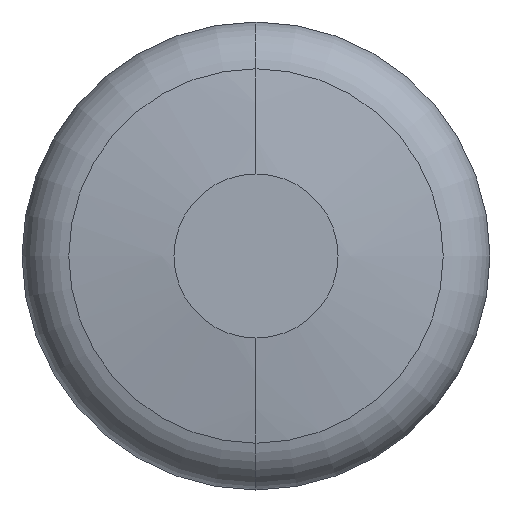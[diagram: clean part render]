
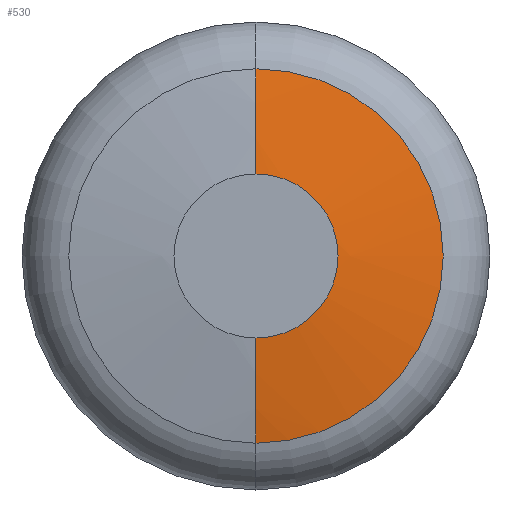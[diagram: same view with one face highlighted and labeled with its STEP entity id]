
A CAD part, left-side view. The second image highlights one B-rep face of the part: STEP entity #530.
In plain terms, the highlighted spherical face has radius 203.2 mm.
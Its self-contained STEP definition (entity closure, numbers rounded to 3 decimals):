
#415=CARTESIAN_POINT('POINT27',(-641.838,
   0.,-17.812));
#416=VERTEX_POINT('VERTEX27',#415);
#423=CARTESIAN_POINT('POINT28',(-641.838,
   0.,17.812));
#424=VERTEX_POINT('VERTEX28',#423);
#425=CARTESIAN_POINT('POS42',(-641.838,0.,0.))
   ;
#426=DIRECTION('DIR68',(-1.,0.,0.));
#427=DIRECTION('DIR69',(0.,0.,-1.));
#428=AXIS2_PLACEMENT_3D('AXIS27',#425,#426,#427);
#429=CIRCLE('ELLIPSE14',#428,17.812);
#430=EDGE_CURVE('EDGE41',#416,#424,#429,.T.);
#497=CARTESIAN_POINT('POINT31',(-638.515,
   0.,40.64));
#498=VERTEX_POINT('VERTEX31',#497);
#499=CARTESIAN_POINT('POS49',(-439.42,
   0.,0.));
#500=DIRECTION('DIR81',(0.,-1.,0.));
#501=DIRECTION('DIR82',(0.,0.,1.));
#502=AXIS2_PLACEMENT_3D('AXIS33',#499,#500,#501);
#503=CIRCLE('ELLIPSE18',#502,203.2);
#504=EDGE_CURVE('EDGE48',#498,#424,#503,.T.);
#505=ORIENTED_EDGE('COEDGE89',*,*,#504,.T.);
#506=ORIENTED_EDGE('COEDGE90',*,*,#430,.F.);
#507=CARTESIAN_POINT('POINT32',(-638.515,
   0.,-40.64));
#508=VERTEX_POINT('VERTEX32',#507);
#509=CARTESIAN_POINT('POS50',(-439.42,
   0.,0.));
#510=DIRECTION('DIR83',(0.,-1.,0.));
#511=DIRECTION('DIR84',(0.,0.,1.));
#512=AXIS2_PLACEMENT_3D('AXIS34',#509,#510,#511);
#513=CIRCLE('ELLIPSE19',#512,203.2);
#514=EDGE_CURVE('EDGE49',#416,#508,#513,.T.);
#515=ORIENTED_EDGE('COEDGE91',*,*,#514,.T.);
#516=CARTESIAN_POINT('POS51',(-638.515,0.,0.))
   ;
#517=DIRECTION('DIR85',(1.,0.,0.));
#518=DIRECTION('DIR86',(0.,0.,1.));
#519=AXIS2_PLACEMENT_3D('AXIS35',#516,#517,#518);
#520=CIRCLE('ELLIPSE20',#519,40.64);
#521=EDGE_CURVE('EDGE50',#498,#508,#520,.T.);
#522=ORIENTED_EDGE('COEDGE92',*,*,#521,.F.);
#523=EDGE_LOOP('NONE',(#505,#506,#515,#522));
#524=FACE_BOUND('LOOP1',#523,.T.);
#525=CARTESIAN_POINT('POS52',(-439.42,
   0.,0.));
#526=DIRECTION('DIR87',(0.,0.,1.));
#527=DIRECTION('DIR88',(1.,0.,0.));
#528=AXIS2_PLACEMENT_3D('AXIS36',#525,#526,#527);
#529=SPHERICAL_SURFACE('SPHERE_SURF2',#528,203.2);
#530=ADVANCED_FACE('FACE24',(#524),#529,.T.);
